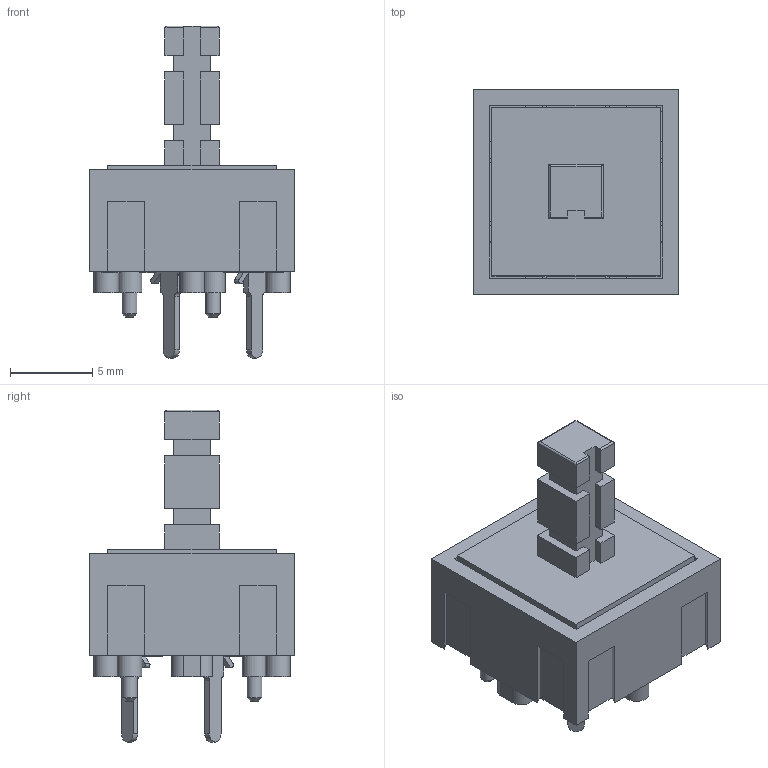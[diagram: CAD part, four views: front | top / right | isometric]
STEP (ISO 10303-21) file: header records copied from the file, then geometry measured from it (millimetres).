
FILE_DESCRIPTION(/* description */ (''),/* implementation_level */ '2;1');
FILE_NAME(/* name */ '320.03E11xxx.stp',/* time_stamp */ '2022-06-29T08:55:01-05:00',/* author */ ('mwilliams'),/* organization */ (''),/* preprocessor_version */ 'ST-DEVELOPER v18',/* originating_system */ 'Autodesk Inventor 2020',/* authorisation */ '');
FILE_SCHEMA (('AUTOMOTIVE_DESIGN { 1 0 10303 214 3 1 1 }'));
Length unit declared in the file: inch
Products named in the file (1): 320.03 CATALOG PART_Shrinkwrap_1
Bounding box: 12.45 x 12.45 x 20.24 mm (x, y, z)
Volume: 648.4 mm3; surface area: 1643.8 mm2
Topology: 4 solids, 4 shells, 351 faces, 950 edges, 630 vertices
Faces by surface type: plane 284, cylinder 38, bspline 27, cone 2
Full cylindrical faces by diameter (mm): 0.9 x2, 1.5 x3
Entity records: 11070 total; most frequent: CARTESIAN_POINT 2281, ORIENTED_EDGE 1904, DIRECTION 1622, EDGE_CURVE 952, LINE 824, VECTOR 824, VERTEX_POINT 630, AXIS2_PLACEMENT_3D 399
